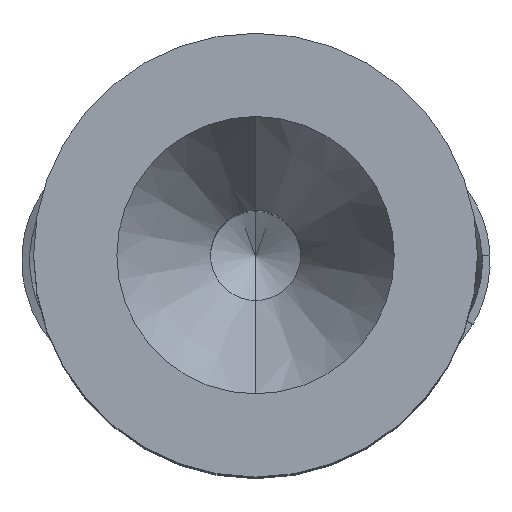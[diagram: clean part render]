
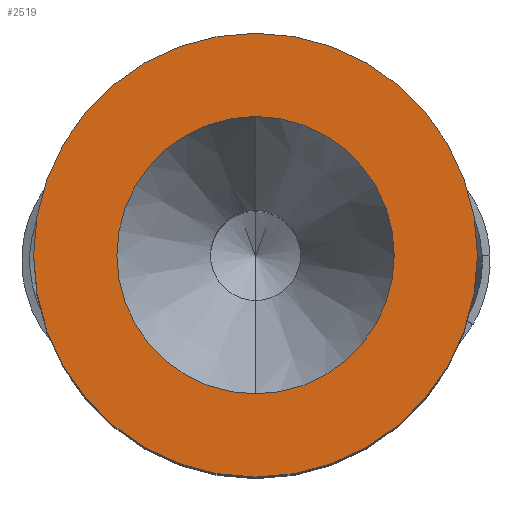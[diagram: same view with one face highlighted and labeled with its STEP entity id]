
A CAD part, top view. The second image highlights one B-rep face of the part: STEP entity #2519.
In plain terms, the highlighted planar face has unit normal (0, 0, 1).
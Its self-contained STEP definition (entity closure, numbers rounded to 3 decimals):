
#132=CARTESIAN_POINT('',(0.,0.,0.));
#133=DIRECTION('',(0.,0.,-1.));
#134=DIRECTION('',(0.,-1.,0.));
#135=AXIS2_PLACEMENT_3D('',#132,#133,#134);
#140=CARTESIAN_POINT('',(0.,0.,0.));
#141=DIRECTION('',(0.,0.,-1.));
#142=DIRECTION('',(0.,1.,0.));
#143=AXIS2_PLACEMENT_3D('',#140,#141,#142);
#148=CARTESIAN_POINT('',(0.,0.,0.));
#149=DIRECTION('',(0.,0.,1.));
#150=DIRECTION('',(1.,0.,0.));
#151=AXIS2_PLACEMENT_3D('',#148,#149,#150);
#170=CARTESIAN_POINT('',(0.,0.,0.));
#171=DIRECTION('',(0.,0.,-1.));
#172=DIRECTION('',(1.,0.,0.));
#173=AXIS2_PLACEMENT_3D('',#170,#171,#172);
#2106=CARTESIAN_POINT('',(1.6,0.,0.));
#2108=VERTEX_POINT('',#2106);
#2128=CARTESIAN_POINT('',(-1.6,0.,0.));
#2130=VERTEX_POINT('',#2128);
#2168=CARTESIAN_POINT('',(0.,-1.,0.));
#2169=CARTESIAN_POINT('',(0.,1.,0.));
#2170=VERTEX_POINT('',#2168);
#2171=VERTEX_POINT('',#2169);
#2503=CARTESIAN_POINT('',(0.,0.,0.));
#2504=DIRECTION('',(0.,0.,1.));
#2505=DIRECTION('',(-1.,0.,0.));
#2506=AXIS2_PLACEMENT_3D('',#2503,#2504,#2505);
#2507=PLANE('',#2506);
#2509=ORIENTED_EDGE('',*,*,#2508,.F.);
#2511=ORIENTED_EDGE('',*,*,#2510,.T.);
#2512=EDGE_LOOP('',(#2509,#2511));
#2513=FACE_OUTER_BOUND('',#2512,.F.);
#2514=ORIENTED_EDGE('',*,*,#2486,.F.);
#2516=ORIENTED_EDGE('',*,*,#2515,.F.);
#2517=EDGE_LOOP('',(#2514,#2516));
#2518=FACE_BOUND('',#2517,.F.);
#136=CIRCLE('',#135,1.);
#144=CIRCLE('',#143,1.);
#152=CIRCLE('',#151,1.6);
#174=CIRCLE('',#173,1.6);
#2486=EDGE_CURVE('',#2170,#2171,#136,.T.);
#2508=EDGE_CURVE('',#2108,#2130,#152,.T.);
#2510=EDGE_CURVE('',#2108,#2130,#174,.T.);
#2515=EDGE_CURVE('',#2171,#2170,#144,.T.);
#2519=ADVANCED_FACE('',(#2513,#2518),#2507,.T.);
